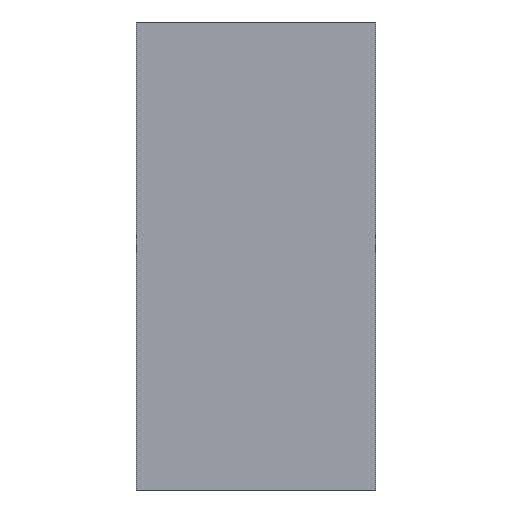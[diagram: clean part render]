
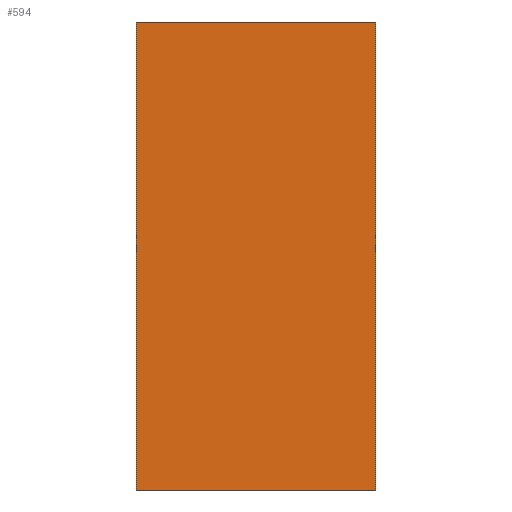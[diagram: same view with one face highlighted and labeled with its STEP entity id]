
A CAD part, front view. The second image highlights one B-rep face of the part: STEP entity #594.
In plain terms, the highlighted planar face has unit normal (0, -1, 0).
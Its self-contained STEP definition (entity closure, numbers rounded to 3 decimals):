
#28=FACE_OUTER_BOUND('',#58,.T.);
#58=EDGE_LOOP('',(#459,#460,#461,#462));
#90=LINE('',#835,#174);
#127=LINE('',#908,#211);
#128=LINE('',#911,#212);
#129=LINE('',#912,#213);
#174=VECTOR('',#674,10.);
#211=VECTOR('',#735,10.);
#212=VECTOR('',#738,10.);
#213=VECTOR('',#739,10.);
#258=VERTEX_POINT('',#832);
#259=VERTEX_POINT('',#834);
#283=VERTEX_POINT('',#906);
#284=VERTEX_POINT('',#910);
#314=EDGE_CURVE('',#258,#259,#90,.T.);
#351=EDGE_CURVE('',#283,#259,#127,.T.);
#352=EDGE_CURVE('',#283,#284,#128,.T.);
#353=EDGE_CURVE('',#284,#258,#129,.T.);
#459=ORIENTED_EDGE('',*,*,#352,.F.);
#460=ORIENTED_EDGE('',*,*,#351,.T.);
#461=ORIENTED_EDGE('',*,*,#314,.F.);
#462=ORIENTED_EDGE('',*,*,#353,.F.);
#564=PLANE('',#638);
#594=ADVANCED_FACE('',(#28),#564,.T.);
#638=AXIS2_PLACEMENT_3D('',#909,#736,#737);
#674=DIRECTION('',(1.,0.,0.));
#735=DIRECTION('',(0.,0.,1.));
#736=DIRECTION('center_axis',(0.,-1.,0.));
#737=DIRECTION('ref_axis',(1.,0.,0.));
#738=DIRECTION('',(-1.,0.,0.));
#739=DIRECTION('',(0.,0.,1.));
#832=CARTESIAN_POINT('',(-76.077,-4.,140.));
#834=CARTESIAN_POINT('',(-4.477,-4.,140.));
#835=CARTESIAN_POINT('',(-4.5,-4.,140.));
#906=CARTESIAN_POINT('',(-4.477,-4.,0.));
#908=CARTESIAN_POINT('',(-4.477,-4.,0.));
#909=CARTESIAN_POINT('Origin',(-76.077,-4.,0.));
#910=CARTESIAN_POINT('',(-76.077,-4.,0.));
#911=CARTESIAN_POINT('',(-4.5,-4.,0.));
#912=CARTESIAN_POINT('',(-76.077,-4.,0.));
